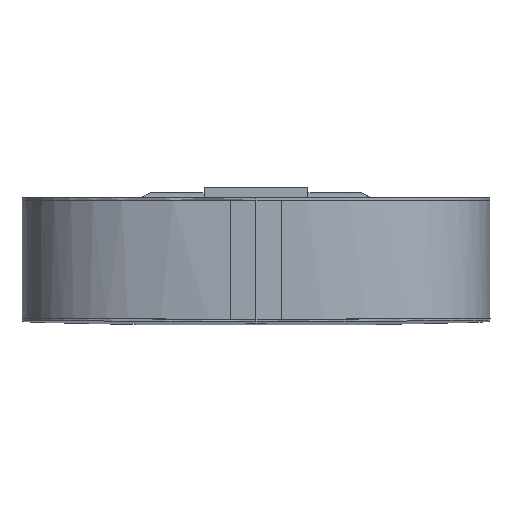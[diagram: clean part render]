
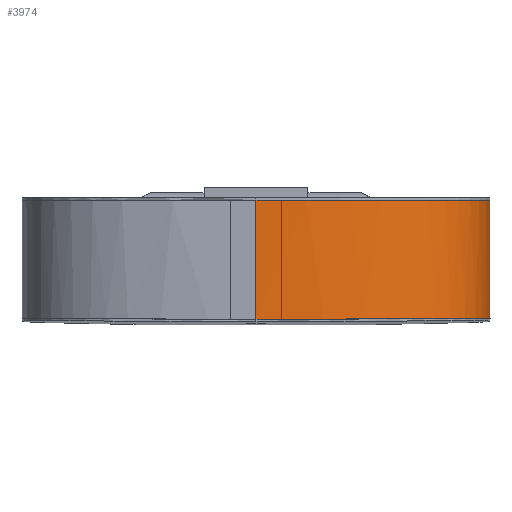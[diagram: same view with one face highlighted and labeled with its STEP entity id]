
A CAD part, front view. The second image highlights one B-rep face of the part: STEP entity #3974.
In plain terms, the highlighted free-form (B-spline) face has degree [5, 1] with [8, 2] control points.
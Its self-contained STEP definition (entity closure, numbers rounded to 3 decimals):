
#39=(
BOUNDED_CURVE()
B_SPLINE_CURVE(5,(#7667,#7668,#7669,#7670,#7671,#7672,#7673,#7674),
 .UNSPECIFIED.,.F.,.F.)
B_SPLINE_CURVE_WITH_KNOTS((6,1,1,6),(-1.,-0.5,-0.376,0.),
 .UNSPECIFIED.)
CURVE()
GEOMETRIC_REPRESENTATION_ITEM()
RATIONAL_B_SPLINE_CURVE((1.,1.,1.,1.,1.,1.,1.,1.))
REPRESENTATION_ITEM('')
);
#107=(
BOUNDED_SURFACE()
B_SPLINE_SURFACE(5,1,((#7612,#7613),(#7614,#7615),(#7616,#7617),(#7618,
#7619),(#7620,#7621),(#7622,#7623),(#7624,#7625),(#7626,#7627)),
 .UNSPECIFIED.,.F.,.F.,.F.)
B_SPLINE_SURFACE_WITH_KNOTS((6,1,1,6),(2,2),(-1.,-0.5,-0.376,
0.),(0.,15.997),.UNSPECIFIED.)
GEOMETRIC_REPRESENTATION_ITEM()
RATIONAL_B_SPLINE_SURFACE(((1.,1.),(1.,1.),(1.,1.),(1.,1.),(1.,1.),(1.,
1.),(1.,1.),(1.,1.)))
REPRESENTATION_ITEM('')
SURFACE()
);
#201=B_SPLINE_CURVE_WITH_KNOTS('',3,(#7630,#7631,#7632,#7633,#7634,#7635,
#7636,#7637,#7638,#7639,#7640,#7641,#7642,#7643,#7644,#7645,#7646,#7647,
#7648,#7649,#7650,#7651,#7652,#7653,#7654,#7655,#7656,#7657,#7658,#7659,
#7660,#7661,#7662,#7663),.UNSPECIFIED.,.F.,.F.,(4,2,2,2,2,2,2,2,2,2,2,2,
2,2,2,2,4),(0.,9.957,15.51,19.378,22.9,
27.285,34.596,43.222,52.946,58.536,
65.525,77.094,83.249,88.696,94.91,
101.708,111.13),.UNSPECIFIED.);
#617=FACE_OUTER_BOUND('',#874,.T.);
#874=EDGE_LOOP('',(#3158,#3159,#3160,#3161));
#1166=LINE('',#7665,#1462);
#1167=LINE('',#7675,#1463);
#1462=VECTOR('',#4914,10.);
#1463=VECTOR('',#4915,10.);
#1787=VERTEX_POINT('',#7628);
#1788=VERTEX_POINT('',#7629);
#1789=VERTEX_POINT('',#7664);
#1790=VERTEX_POINT('',#7666);
#2268=EDGE_CURVE('',#1787,#1788,#201,.T.);
#2269=EDGE_CURVE('',#1789,#1788,#1166,.T.);
#2270=EDGE_CURVE('',#1789,#1790,#39,.T.);
#2271=EDGE_CURVE('',#1790,#1787,#1167,.T.);
#3158=ORIENTED_EDGE('',*,*,#2268,.T.);
#3159=ORIENTED_EDGE('',*,*,#2269,.F.);
#3160=ORIENTED_EDGE('',*,*,#2270,.T.);
#3161=ORIENTED_EDGE('',*,*,#2271,.T.);
#3974=ADVANCED_FACE('',(#617),#107,.T.);
#4914=DIRECTION('',(0.,0.,-1.));
#4915=DIRECTION('',(0.,0.,-1.));
#7612=CARTESIAN_POINT('Ctrl Pts',(0.,242.368,
-2.5));
#7613=CARTESIAN_POINT('Ctrl Pts',(0.,242.368,
-162.472));
#7614=CARTESIAN_POINT('Ctrl Pts',(141.471,242.368,-2.5));
#7615=CARTESIAN_POINT('Ctrl Pts',(141.471,242.368,-162.472));
#7616=CARTESIAN_POINT('Ctrl Pts',(147.112,158.495,-2.5));
#7617=CARTESIAN_POINT('Ctrl Pts',(147.112,158.495,-162.472));
#7618=CARTESIAN_POINT('Ctrl Pts',(135.82,79.664,-2.5));
#7619=CARTESIAN_POINT('Ctrl Pts',(135.82,79.664,-162.472));
#7620=CARTESIAN_POINT('Ctrl Pts',(72.305,57.862,-2.5));
#7621=CARTESIAN_POINT('Ctrl Pts',(72.305,57.862,-162.472));
#7622=CARTESIAN_POINT('Ctrl Pts',(175.571,-17.679,-2.5));
#7623=CARTESIAN_POINT('Ctrl Pts',(175.571,-17.679,-162.472));
#7624=CARTESIAN_POINT('Ctrl Pts',(266.659,-240.632,-2.5));
#7625=CARTESIAN_POINT('Ctrl Pts',(266.659,-240.632,-162.472));
#7626=CARTESIAN_POINT('Ctrl Pts',(0.,-240.632,
-2.5));
#7627=CARTESIAN_POINT('Ctrl Pts',(0.,-240.632,
-162.472));
#7628=CARTESIAN_POINT('',(0.,-240.632,-96.498));
#7629=CARTESIAN_POINT('',(0.,242.368,-90.496));
#7630=CARTESIAN_POINT('Ctrl Pts',(0.,-240.632,
-96.498));
#7631=CARTESIAN_POINT('Ctrl Pts',(33.189,-240.632,-96.498));
#7632=CARTESIAN_POINT('Ctrl Pts',(69.351,-237.514,-96.232));
#7633=CARTESIAN_POINT('Ctrl Pts',(118.487,-221.412,-95.769));
#7634=CARTESIAN_POINT('Ctrl Pts',(135.519,-213.114,-95.593));
#7635=CARTESIAN_POINT('Ctrl Pts',(159.416,-192.757,-95.45));
#7636=CARTESIAN_POINT('Ctrl Pts',(167.439,-182.909,-95.44));
#7637=CARTESIAN_POINT('Ctrl Pts',(178.667,-161.006,-95.544));
#7638=CARTESIAN_POINT('Ctrl Pts',(181.935,-149.818,-95.643));
#7639=CARTESIAN_POINT('Ctrl Pts',(185.376,-123.703,-95.934));
#7640=CARTESIAN_POINT('Ctrl Pts',(184.552,-108.88,-96.138));
#7641=CARTESIAN_POINT('Ctrl Pts',(177.816,-70.481,-96.664));
#7642=CARTESIAN_POINT('Ctrl Pts',(169.064,-48.586,-96.946));
#7643=CARTESIAN_POINT('Ctrl Pts',(152.805,-13.749,-97.292));
#7644=CARTESIAN_POINT('Ctrl Pts',(143.238,2.29,-97.384));
#7645=CARTESIAN_POINT('Ctrl Pts',(127.204,29.437,-97.414));
#7646=CARTESIAN_POINT('Ctrl Pts',(121.341,39.591,-97.35));
#7647=CARTESIAN_POINT('Ctrl Pts',(117.57,55.417,-97.087));
#7648=CARTESIAN_POINT('Ctrl Pts',(117.418,60.858,-96.959));
#7649=CARTESIAN_POINT('Ctrl Pts',(119.24,74.047,-96.573));
#7650=CARTESIAN_POINT('Ctrl Pts',(121.702,81.659,-96.3));
#7651=CARTESIAN_POINT('Ctrl Pts',(129.285,104.718,-95.396));
#7652=CARTESIAN_POINT('Ctrl Pts',(135.637,123.632,-94.573));
#7653=CARTESIAN_POINT('Ctrl Pts',(136.548,156.665,-93.157));
#7654=CARTESIAN_POINT('Ctrl Pts',(135.187,168.127,-92.672));
#7655=CARTESIAN_POINT('Ctrl Pts',(128.227,188.579,-91.858));
#7656=CARTESIAN_POINT('Ctrl Pts',(123.274,197.277,-91.534));
#7657=CARTESIAN_POINT('Ctrl Pts',(108.96,213.632,-90.988));
#7658=CARTESIAN_POINT('Ctrl Pts',(99.59,220.389,-90.805));
#7659=CARTESIAN_POINT('Ctrl Pts',(77.903,231.299,-90.563));
#7660=CARTESIAN_POINT('Ctrl Pts',(65.48,235.103,-90.517));
#7661=CARTESIAN_POINT('Ctrl Pts',(35.827,241.124,-90.473));
#7662=CARTESIAN_POINT('Ctrl Pts',(17.564,242.368,-90.496));
#7663=CARTESIAN_POINT('Ctrl Pts',(0.,242.368,
-90.496));
#7664=CARTESIAN_POINT('',(0.,242.368,-2.5));
#7665=CARTESIAN_POINT('',(0.,242.368,-2.5));
#7666=CARTESIAN_POINT('',(0.,-240.632,-2.5));
#7667=CARTESIAN_POINT('Ctrl Pts',(0.,242.368,
-2.5));
#7668=CARTESIAN_POINT('Ctrl Pts',(141.471,242.368,-2.5));
#7669=CARTESIAN_POINT('Ctrl Pts',(147.112,158.495,-2.5));
#7670=CARTESIAN_POINT('Ctrl Pts',(135.82,79.664,-2.5));
#7671=CARTESIAN_POINT('Ctrl Pts',(72.305,57.862,-2.5));
#7672=CARTESIAN_POINT('Ctrl Pts',(175.571,-17.679,-2.5));
#7673=CARTESIAN_POINT('Ctrl Pts',(266.659,-240.632,-2.5));
#7674=CARTESIAN_POINT('Ctrl Pts',(0.,-240.632,
-2.5));
#7675=CARTESIAN_POINT('',(0.,-240.632,-2.5));
